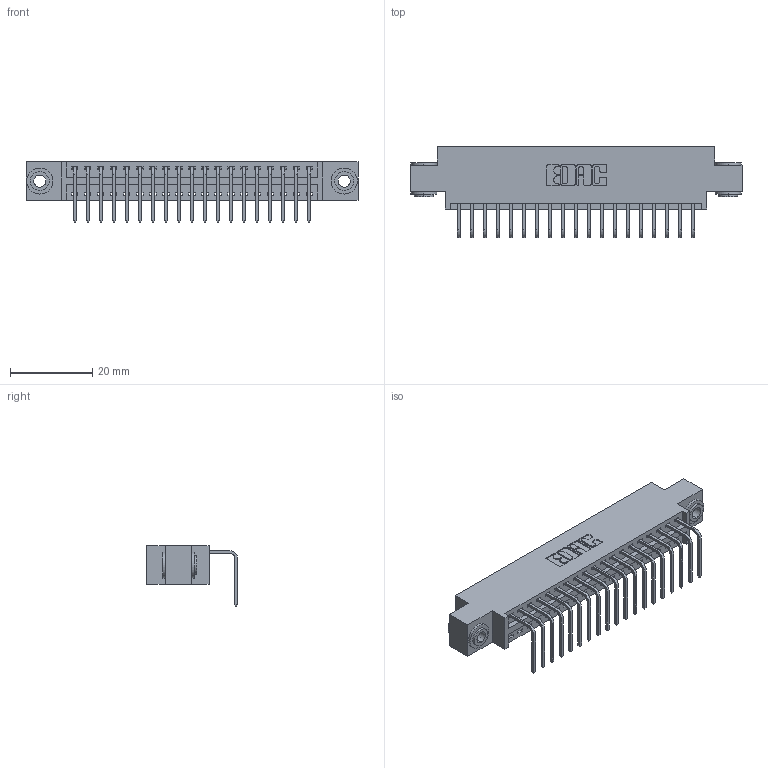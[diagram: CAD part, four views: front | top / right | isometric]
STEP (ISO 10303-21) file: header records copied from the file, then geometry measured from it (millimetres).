
FILE_DESCRIPTION (( 'STEP AP203' ), '1' );
FILE_NAME ('396-019-558-603.STEP', '2018-09-01T04:30:29', ( '' ), ( '' ), 'SwSTEP 2.0', 'SolidWorks 2016', '' );
FILE_SCHEMA (( 'CONFIG_CONTROL_DESIGN' ));
Length unit declared in the file: inch
Products named in the file (4): 346 Part_0.170 Offset - 0.156 Dia-TH; 345-292-001_558 Tail - 2; 345-250-002_345-250-002-102; 396-019-558-603
Assembly tree (22 placements, depth 2):
  396-019-558-603
    346 Part_0.170 Offset - 0.156 Dia-TH
    345-292-001_558 Tail - 2  x19
    345-250-002_345-250-002-102  x2
Bounding box: 80.9 x 22.16 x 14.73 mm (x, y, z)
Volume: 7513.4 mm3; surface area: 9899.8 mm2
Topology: 22 solids, 22 shells, 1304 faces, 3875 edges, 2554 vertices
Faces by surface type: plane 888, cylinder 408, cone 8
Entity records: 15754 total; most frequent: CARTESIAN_POINT 2688, ORIENTED_EDGE 2634, DIRECTION 2429, EDGE_CURVE 1317, VECTOR 1085, LINE 1085, VERTEX_POINT 874, AXIS2_PLACEMENT_3D 672
